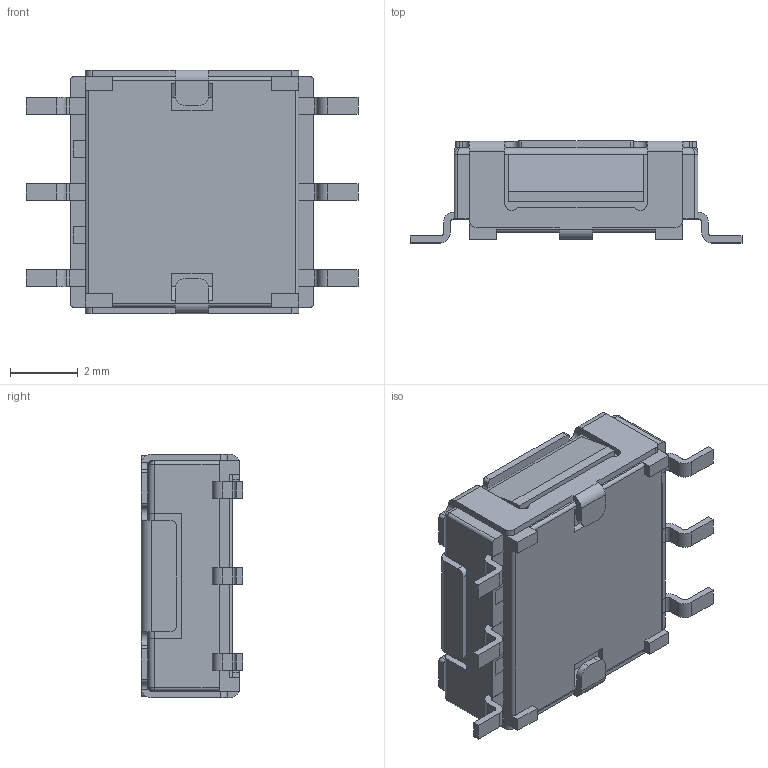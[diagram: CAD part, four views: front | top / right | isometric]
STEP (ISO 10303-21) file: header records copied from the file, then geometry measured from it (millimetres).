
FILE_DESCRIPTION (( 'STEP AP214' ), '1' );
FILE_NAME ('CUI_DEVICES_RDS-10S-7229-A-SMT.step', '2021-01-15T02:40:57', ( '' ), ( '' ), 'SwSTEP 2.0', 'SolidWorks 2020', '' );
FILE_SCHEMA (( 'AUTOMOTIVE_DESIGN' ));
Length unit declared in the file: millimetre
Products named in the file (4): RDS-7229-SMT housing; RDS-7229_10_face plate; CUI_DEVICES_RDS-10S-7229-A-SMT; RDS-7229_flat arrow(10S)
Assembly tree (3 placements, depth 2):
  CUI_DEVICES_RDS-10S-7229-A-SMT
    RDS-7229-SMT housing
    RDS-7229_10_face plate
    RDS-7229_flat arrow(10S)
Bounding box: 9.8 x 3 x 7.2 mm (x, y, z)
Volume: 105.1 mm3; surface area: 574.5 mm2
Topology: 8 solids, 8 shells, 1057 faces, 2999 edges, 1974 vertices
Faces by surface type: plane 458, cylinder 349, bspline 224, cone 26
Entity records: 41677 total; most frequent: CARTESIAN_POINT 15588, ORIENTED_EDGE 5990, DIRECTION 4614, EDGE_CURVE 2995, VERTEX_POINT 1974, LINE 1606, VECTOR 1606, AXIS2_PLACEMENT_3D 1504
